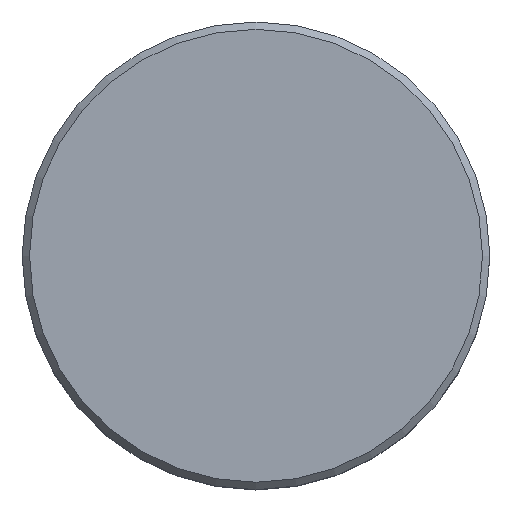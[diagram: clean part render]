
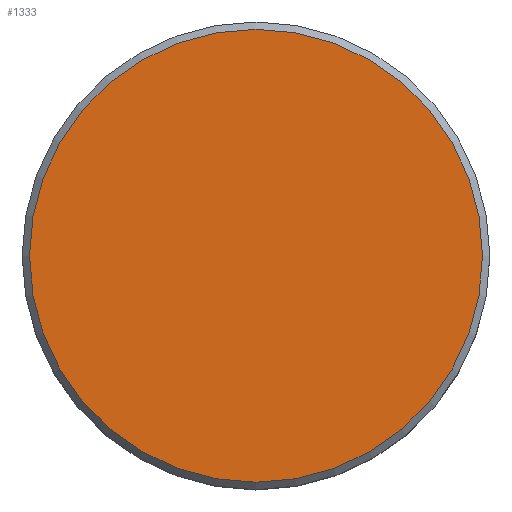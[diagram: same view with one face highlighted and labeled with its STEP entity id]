
A CAD part, top view. The second image highlights one B-rep face of the part: STEP entity #1333.
In plain terms, the highlighted planar face has unit normal (0, 0, 1).
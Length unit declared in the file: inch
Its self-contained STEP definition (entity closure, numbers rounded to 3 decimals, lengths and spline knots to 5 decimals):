
#143=PLANE('',#1384);
#176=FACE_OUTER_BOUND('',#224,.T.);
#224=EDGE_LOOP('',(#1062));
#481=CIRCLE('',#1381,0.24213);
#486=VERTEX_POINT('',#1607);
#697=EDGE_CURVE('',#486,#486,#481,.T.);
#1062=ORIENTED_EDGE('',*,*,#697,.T.);
#1333=ADVANCED_FACE('',(#176),#143,.T.);
#1381=AXIS2_PLACEMENT_3D('',#1609,#1428,#1429);
#1384=AXIS2_PLACEMENT_3D('',#2945,#1515,#1516);
#1428=DIRECTION('center_axis',(0.,0.,1.));
#1429=DIRECTION('ref_axis',(1.,0.,0.));
#1515=DIRECTION('center_axis',(0.,0.,1.));
#1516=DIRECTION('ref_axis',(1.,0.,0.));
#1607=CARTESIAN_POINT('',(0.40961,-0.47675,0.35363));
#1609=CARTESIAN_POINT('Origin',(0.16749,-0.47675,0.35363));
#2945=CARTESIAN_POINT('Origin',(0.16749,-0.47675,0.35363));
